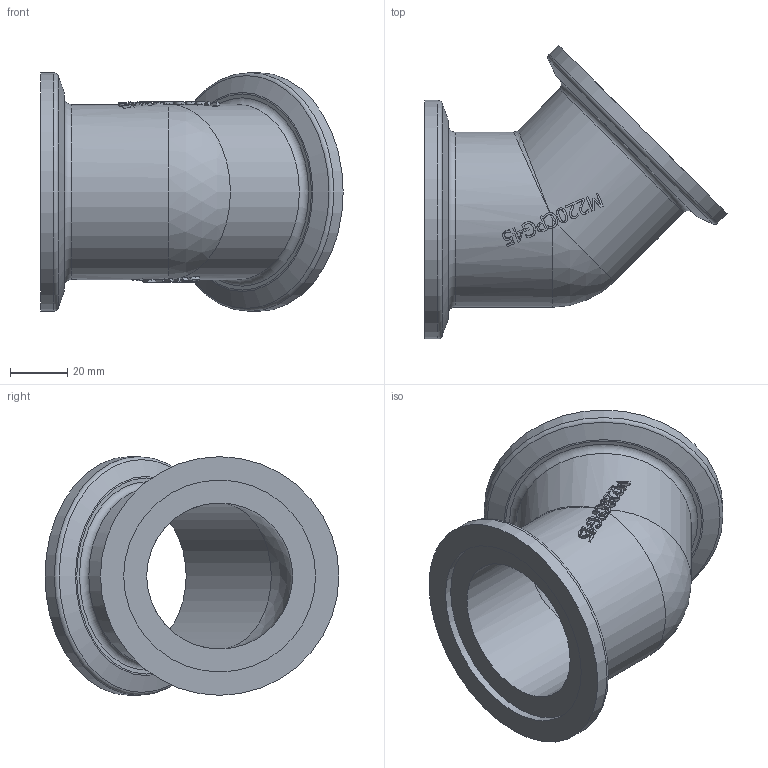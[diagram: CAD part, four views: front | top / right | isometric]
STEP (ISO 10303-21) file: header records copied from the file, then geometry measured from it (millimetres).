
FILE_DESCRIPTION((''),'2;1');
FILE_NAME('M220CPG45.stp','2012-03-01T10:49:36',('areid'),(''),'Autodesk Inventor 2012','Autodesk Inventor 2012','');
FILE_SCHEMA(('AUTOMOTIVE_DESIGN { 1 0 10303 214 1 1 1 1 }'));
Length unit declared in the file: inch
Products named in the file (1): M220CPG45
Bounding box: 105.25 x 102.33 x 83.06 mm (x, y, z)
Volume: 108501 mm3; surface area: 43128.5 mm2
Topology: 3 solids, 3 shells, 400 faces, 1096 edges, 726 vertices
Faces by surface type: bspline 334, cylinder 50, torus 6, plane 6, cone 2, sphere 2
Full cylindrical faces by diameter (mm): 50.8 x2, 60.96 x2, 66.802 x2, 83.058 x2
Entity records: 68797 total; most frequent: CARTESIAN_POINT 61025, ORIENTED_EDGE 2152, EDGE_CURVE 1076, VERTEX_POINT 722, B_SPLINE_CURVE_WITH_KNOTS 704, DIRECTION 551, EDGE_LOOP 456, FACE_OUTER_BOUND 400
